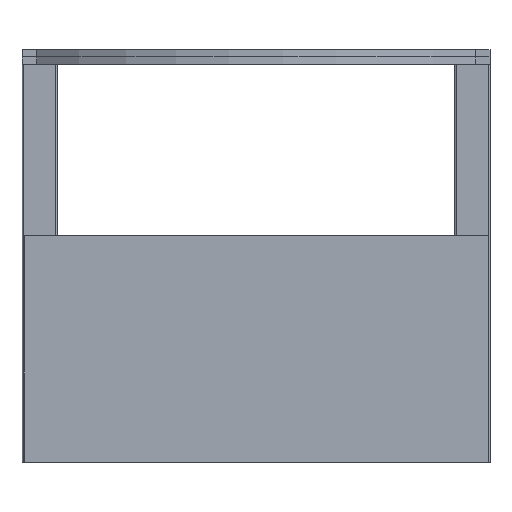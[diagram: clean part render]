
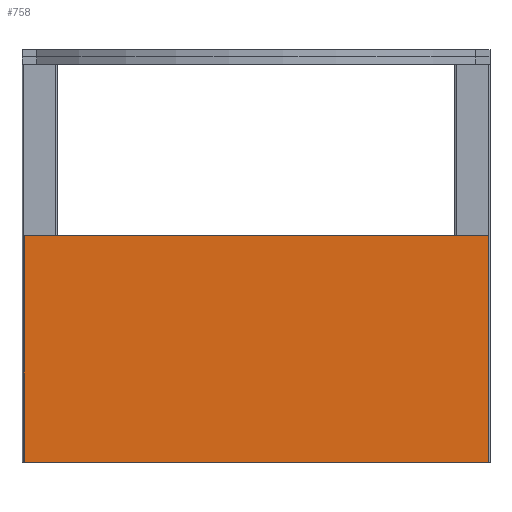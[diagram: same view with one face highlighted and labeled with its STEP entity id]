
A CAD part, top view. The second image highlights one B-rep face of the part: STEP entity #758.
In plain terms, the highlighted face is planar.
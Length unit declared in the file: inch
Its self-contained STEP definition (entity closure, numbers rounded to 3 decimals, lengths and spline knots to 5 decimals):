
#82 = ORIENTED_EDGE ( 'NONE', *, *, #2254, .F. ) ;
#151 = VERTEX_POINT ( 'NONE', #1303 ) ;
#222 = EDGE_CURVE ( 'NONE', #1854, #2677, #1969, .T. ) ;
#231 = CARTESIAN_POINT ( 'NONE',  ( -23.0625, 0., 0. ) ) ;
#406 = DIRECTION ( 'NONE',  ( 0., -1., 0. ) ) ;
#577 = CARTESIAN_POINT ( 'NONE',  ( 23.0625, 0., 0. ) ) ;
#611 = CARTESIAN_POINT ( 'NONE',  ( 23.0625, 22.5, 0. ) ) ;
#737 = EDGE_LOOP ( 'NONE', ( #1957, #1528, #1707, #82 ) ) ;
#756 = CARTESIAN_POINT ( 'NONE',  ( 23.0625, 0., 0. ) ) ;
#758 = ADVANCED_FACE ( 'NONE', ( #1097 ), #1940, .F. ) ;
#844 = EDGE_CURVE ( 'NONE', #151, #1854, #1817, .T. ) ;
#886 = CARTESIAN_POINT ( 'NONE',  ( 0., 0., 0. ) ) ;
#1003 = VECTOR ( 'NONE', #2244, 39.37008 ) ;
#1042 = VECTOR ( 'NONE', #2333, 39.37008 ) ;
#1097 = FACE_OUTER_BOUND ( 'NONE', #737, .T. ) ;
#1113 = CARTESIAN_POINT ( 'NONE',  ( 23.0625, 0., 0. ) ) ;
#1241 = LINE ( 'NONE', #231, #1769 ) ;
#1303 = CARTESIAN_POINT ( 'NONE',  ( -23.0625, 0., 0. ) ) ;
#1430 = EDGE_CURVE ( 'NONE', #1897, #151, #1241, .T. ) ;
#1434 = VECTOR ( 'NONE', #1529, 39.37008 ) ;
#1474 = LINE ( 'NONE', #1913, #1042 ) ;
#1528 = ORIENTED_EDGE ( 'NONE', *, *, #844, .F. ) ;
#1529 = DIRECTION ( 'NONE',  ( 0., 1., 0. ) ) ;
#1541 = DIRECTION ( 'NONE',  ( 1., 0., 0. ) ) ;
#1707 = ORIENTED_EDGE ( 'NONE', *, *, #1430, .F. ) ;
#1756 = DIRECTION ( 'NONE',  ( 0., 0., 1. ) ) ;
#1767 = CARTESIAN_POINT ( 'NONE',  ( -23.0625, 22.5, 0. ) ) ;
#1769 = VECTOR ( 'NONE', #406, 39.37008 ) ;
#1817 = LINE ( 'NONE', #756, #1003 ) ;
#1854 = VERTEX_POINT ( 'NONE', #577 ) ;
#1897 = VERTEX_POINT ( 'NONE', #1767 ) ;
#1913 = CARTESIAN_POINT ( 'NONE',  ( 23.0625, 22.5, 0. ) ) ;
#1940 = PLANE ( 'NONE',  #2280 ) ;
#1957 = ORIENTED_EDGE ( 'NONE', *, *, #222, .F. ) ;
#1969 = LINE ( 'NONE', #1113, #1434 ) ;
#2244 = DIRECTION ( 'NONE',  ( 1., 0., 0. ) ) ;
#2254 = EDGE_CURVE ( 'NONE', #2677, #1897, #1474, .T. ) ;
#2280 = AXIS2_PLACEMENT_3D ( 'NONE', #886, #1756, #1541 ) ;
#2333 = DIRECTION ( 'NONE',  ( -1., 0., 0. ) ) ;
#2677 = VERTEX_POINT ( 'NONE', #611 ) ;
